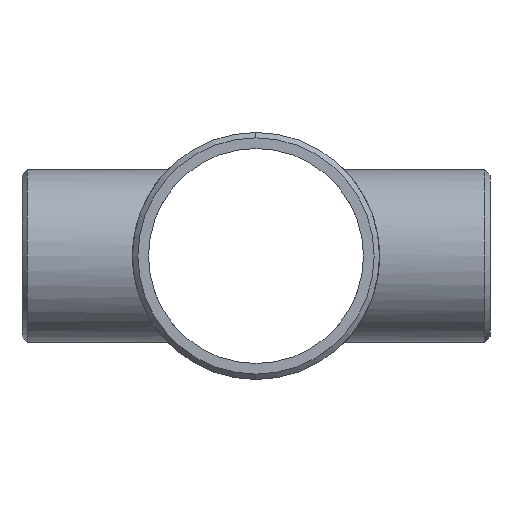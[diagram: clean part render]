
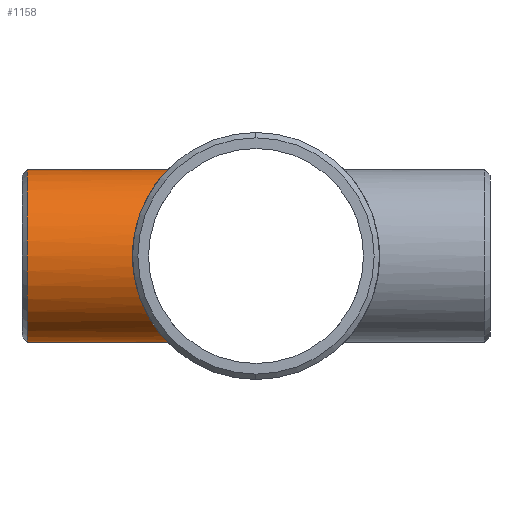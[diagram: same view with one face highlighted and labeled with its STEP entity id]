
A CAD part, left-side view. The second image highlights one B-rep face of the part: STEP entity #1158.
In plain terms, the highlighted cylindrical face has radius 21.082 mm (diameter 42.164 mm), a partial arc.
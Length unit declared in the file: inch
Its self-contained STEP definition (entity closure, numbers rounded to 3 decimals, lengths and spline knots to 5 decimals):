
#38 = CARTESIAN_POINT ( 'NONE',  ( -0.77435, 1.14927, 0.30004 ) ) ;
#43 = CARTESIAN_POINT ( 'NONE',  ( -0.83007, 1.18755, 0.05558 ) ) ;
#47 = CARTESIAN_POINT ( 'NONE',  ( -0.82259, 1.18233, -0.11421 ) ) ;
#50 = AXIS2_PLACEMENT_3D ( 'NONE', #644, #164, #910 ) ;
#61 = CARTESIAN_POINT ( 'NONE',  ( -0.80011, 1.1668, 0.22117 ) ) ;
#69 = VERTEX_POINT ( 'NONE', #941 ) ;
#84 = DIRECTION ( 'NONE',  ( 0., -1., 0. ) ) ;
#107 = EDGE_LOOP ( 'NONE', ( #536, #701, #294, #343 ) ) ;
#133 = CARTESIAN_POINT ( 'NONE',  ( -0.48509, 0.97786, 0.67399 ) ) ;
#140 = LINE ( 'NONE', #899, #1099 ) ;
#144 = CARTESIAN_POINT ( 'NONE',  ( 0., 2.25, -0.83 ) ) ;
#146 = CARTESIAN_POINT ( 'NONE',  ( -0.54711, 1.00978, -0.62635 ) ) ;
#151 = CARTESIAN_POINT ( 'NONE',  ( -0.23387, 0.88079, -0.79649 ) ) ;
#156 = CARTESIAN_POINT ( 'NONE',  ( -0.11268, 0.85506, -0.82417 ) ) ;
#164 = DIRECTION ( 'NONE',  ( 0., -1., 0. ) ) ;
#185 = CARTESIAN_POINT ( 'NONE',  ( 0., 0.84927, 0.83 ) ) ;
#216 = VECTOR ( 'NONE', #234, 39.37008 ) ;
#226 = EDGE_CURVE ( 'NONE', #640, #568, #375, .T. ) ;
#231 = CARTESIAN_POINT ( 'NONE',  ( -0.37193, 0.9269, -0.74248 ) ) ;
#234 = DIRECTION ( 'NONE',  ( 0., -1., 0. ) ) ;
#236 = CARTESIAN_POINT ( 'NONE',  ( -0.566, 1.02048, 0.60765 ) ) ;
#244 = CARTESIAN_POINT ( 'NONE',  ( -0.75296, 1.13496, 0.35028 ) ) ;
#250 = CARTESIAN_POINT ( 'NONE',  ( -0.77311, 1.14845, -0.30231 ) ) ;
#255 = CARTESIAN_POINT ( 'NONE',  ( -0.50686, 0.98828, -0.65937 ) ) ;
#263 = CARTESIAN_POINT ( 'NONE',  ( -0.14019, 0.86034, 0.81855 ) ) ;
#282 = CIRCLE ( 'NONE', #878, 0.83 ) ;
#290 = CARTESIAN_POINT ( 'NONE',  ( -0.44172, 0.95709, 0.70318 ) ) ;
#294 = ORIENTED_EDGE ( 'NONE', *, *, #330, .T. ) ;
#325 = CARTESIAN_POINT ( 'NONE',  ( -0.65468, 1.07223, -0.51088 ) ) ;
#329 = CARTESIAN_POINT ( 'NONE',  ( -0.79628, 1.16418, 0.23458 ) ) ;
#330 = EDGE_CURVE ( 'NONE', #69, #640, #517, .T. ) ;
#336 = CARTESIAN_POINT ( 'NONE',  ( -0.67061, 1.08206, -0.48977 ) ) ;
#343 = ORIENTED_EDGE ( 'NONE', *, *, #226, .T. ) ;
#345 = CARTESIAN_POINT ( 'NONE',  ( -0.62073, 1.05185, -0.55163 ) ) ;
#351 = CARTESIAN_POINT ( 'NONE',  ( -0.70087, 1.10106, 0.44541 ) ) ;
#354 = CARTESIAN_POINT ( 'NONE',  ( -0.38436, 0.93213, 0.73576 ) ) ;
#375 = B_SPLINE_CURVE_WITH_KNOTS ( 'NONE', 3,
 ( #1005, #1187, #156, #434, #716, #428, #151, #1083, #643, #990, #231, #1095, #894, #255, #146, #806, #345, #325, #336, #628, #903, #729, #250, #1168, #547, #621, #538, #819, #47, #898, #913, #43, #525, #1174, #996, #61, #329, #448, #38, #244, #1089, #825, #351, #733, #908, #236, #531, #1097, #133, #290, #646, #354, #1101, #739, #1190, #938, #848, #263, #1015, #467, #844, #757 ),
 .UNSPECIFIED., .F., .F.,
 ( 4, 2, 2, 2, 2, 2, 2, 2, 2, 2, 2, 2, 2, 2, 2, 2, 2, 2, 2, 2, 2, 2, 2, 2, 2, 2, 2, 2, 2, 2, 4 ),
 ( 0., 0.00427, 0.00534, 0.00641, 0.00855, 0.01068, 0.01282, 0.01709, 0.01923, 0.02136, 0.02564, 0.0267, 0.02777, 0.02991, 0.03205, 0.03418, 0.03846, 0.03952, 0.04059, 0.04273, 0.04486, 0.047, 0.05127, 0.05341, 0.05555, 0.05768, 0.05875, 0.05982, 0.06409, 0.06623, 0.06836 ),
 .UNSPECIFIED. ) ;
#428 = CARTESIAN_POINT ( 'NONE',  ( -0.22055, 0.87734, -0.80028 ) ) ;
#429 = DIRECTION ( 'NONE',  ( 0., -1., 0. ) ) ;
#434 = CARTESIAN_POINT ( 'NONE',  ( -0.18037, 0.86811, -0.81028 ) ) ;
#448 = CARTESIAN_POINT ( 'NONE',  ( -0.78386, 1.15571, 0.27427 ) ) ;
#467 = CARTESIAN_POINT ( 'NONE',  ( -0.05609, 0.85066, 0.82858 ) ) ;
#517 = LINE ( 'NONE', #144, #216 ) ;
#525 = CARTESIAN_POINT ( 'NONE',  ( -0.82441, 1.18357, 0.11142 ) ) ;
#531 = CARTESIAN_POINT ( 'NONE',  ( -0.54645, 1.00974, 0.62528 ) ) ;
#536 = ORIENTED_EDGE ( 'NONE', *, *, #539, .F. ) ;
#538 = CARTESIAN_POINT ( 'NONE',  ( -0.80689, 1.17146, -0.19647 ) ) ;
#539 = EDGE_CURVE ( 'NONE', #1126, #568, #140, .T. ) ;
#547 = CARTESIAN_POINT ( 'NONE',  ( -0.78729, 1.15804, -0.2632 ) ) ;
#568 = VERTEX_POINT ( 'NONE', #185 ) ;
#621 = CARTESIAN_POINT ( 'NONE',  ( -0.79986, 1.16662, -0.22339 ) ) ;
#628 = CARTESIAN_POINT ( 'NONE',  ( -0.71536, 1.11016, -0.42422 ) ) ;
#640 = VERTEX_POINT ( 'NONE', #980 ) ;
#643 = CARTESIAN_POINT ( 'NONE',  ( -0.29861, 0.89994, -0.77489 ) ) ;
#644 = CARTESIAN_POINT ( 'NONE',  ( 0., 2.25, 0. ) ) ;
#646 = CARTESIAN_POINT ( 'NONE',  ( -0.41928, 0.94689, 0.7168 ) ) ;
#701 = ORIENTED_EDGE ( 'NONE', *, *, #1042, .T. ) ;
#716 = CARTESIAN_POINT ( 'NONE',  ( -0.19382, 0.87101, -0.80717 ) ) ;
#729 = CARTESIAN_POINT ( 'NONE',  ( -0.76801, 1.14502, -0.31503 ) ) ;
#733 = CARTESIAN_POINT ( 'NONE',  ( -0.65587, 1.07279, 0.51144 ) ) ;
#739 = CARTESIAN_POINT ( 'NONE',  ( -0.34835, 0.91787, 0.75348 ) ) ;
#756 = CARTESIAN_POINT ( 'NONE',  ( 0., 2.19867, 0.83 ) ) ;
#757 = CARTESIAN_POINT ( 'NONE',  ( 0., 0.84927, 0.83 ) ) ;
#806 = CARTESIAN_POINT ( 'NONE',  ( -0.60288, 1.04139, -0.57107 ) ) ;
#819 = CARTESIAN_POINT ( 'NONE',  ( -0.81826, 1.17932, -0.14188 ) ) ;
#825 = CARTESIAN_POINT ( 'NONE',  ( -0.71497, 1.11011, 0.42244 ) ) ;
#844 = CARTESIAN_POINT ( 'NONE',  ( -0.02806, 0.84927, 0.83 ) ) ;
#848 = CARTESIAN_POINT ( 'NONE',  ( -0.22203, 0.87618, 0.80169 ) ) ;
#878 = AXIS2_PLACEMENT_3D ( 'NONE', #965, #84, #1025 ) ;
#894 = CARTESIAN_POINT ( 'NONE',  ( -0.44131, 0.95689, -0.70345 ) ) ;
#898 = CARTESIAN_POINT ( 'NONE',  ( -0.82845, 1.18641, -0.05806 ) ) ;
#899 = CARTESIAN_POINT ( 'NONE',  ( 0., 2.25, 0.83 ) ) ;
#903 = CARTESIAN_POINT ( 'NONE',  ( -0.74115, 1.12708, -0.37757 ) ) ;
#908 = CARTESIAN_POINT ( 'NONE',  ( -0.62218, 1.05234, 0.55188 ) ) ;
#910 = DIRECTION ( 'NONE',  ( 0., 0., -1. ) ) ;
#913 = CARTESIAN_POINT ( 'NONE',  ( -0.82996, 1.18747, -0.02941 ) ) ;
#938 = CARTESIAN_POINT ( 'NONE',  ( -0.27389, 0.89113, 0.78537 ) ) ;
#941 = CARTESIAN_POINT ( 'NONE',  ( 0., 2.19867, -0.83 ) ) ;
#965 = CARTESIAN_POINT ( 'NONE',  ( 0., 2.19867, 0. ) ) ;
#980 = CARTESIAN_POINT ( 'NONE',  ( 0., 0.84927, -0.83 ) ) ;
#990 = CARTESIAN_POINT ( 'NONE',  ( -0.34797, 0.9175, -0.75401 ) ) ;
#996 = CARTESIAN_POINT ( 'NONE',  ( -0.80713, 1.17163, 0.194 ) ) ;
#1001 = CYLINDRICAL_SURFACE ( 'NONE', #50, 0.83 ) ;
#1005 = CARTESIAN_POINT ( 'NONE',  ( 0., 0.84927, -0.83 ) ) ;
#1015 = CARTESIAN_POINT ( 'NONE',  ( -0.11206, 0.85618, 0.82288 ) ) ;
#1025 = DIRECTION ( 'NONE',  ( 0., 0., 1. ) ) ;
#1042 = EDGE_CURVE ( 'NONE', #1126, #69, #282, .T. ) ;
#1083 = CARTESIAN_POINT ( 'NONE',  ( -0.27321, 0.89178, -0.78423 ) ) ;
#1089 = CARTESIAN_POINT ( 'NONE',  ( -0.74108, 1.1271, 0.37475 ) ) ;
#1095 = CARTESIAN_POINT ( 'NONE',  ( -0.41856, 0.94657, -0.71723 ) ) ;
#1097 = CARTESIAN_POINT ( 'NONE',  ( -0.50602, 0.98844, 0.65842 ) ) ;
#1099 = VECTOR ( 'NONE', #429, 39.37008 ) ;
#1101 = CARTESIAN_POINT ( 'NONE',  ( -0.37251, 0.9273, 0.74183 ) ) ;
#1126 = VERTEX_POINT ( 'NONE', #756 ) ;
#1158 = ADVANCED_FACE ( 'NONE', ( #1188 ), #1001, .T. ) ;
#1168 = CARTESIAN_POINT ( 'NONE',  ( -0.78274, 1.15496, -0.27641 ) ) ;
#1174 = CARTESIAN_POINT ( 'NONE',  ( -0.81031, 1.17382, 0.18024 ) ) ;
#1187 = CARTESIAN_POINT ( 'NONE',  ( -0.05715, 0.84927, -0.83 ) ) ;
#1188 = FACE_OUTER_BOUND ( 'NONE', #107, .T. ) ;
#1190 = CARTESIAN_POINT ( 'NONE',  ( -0.33603, 0.91326, 0.75905 ) ) ;
